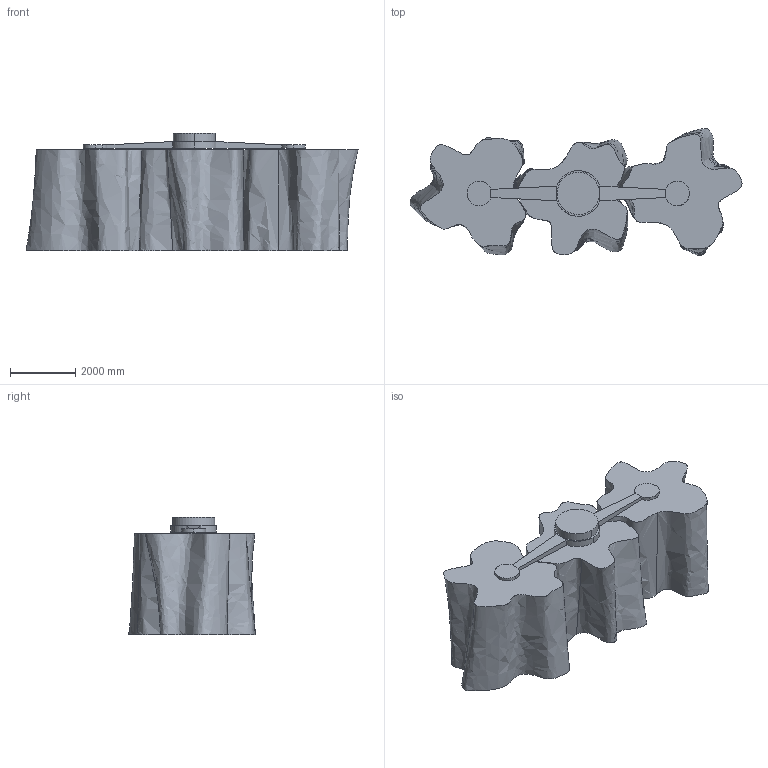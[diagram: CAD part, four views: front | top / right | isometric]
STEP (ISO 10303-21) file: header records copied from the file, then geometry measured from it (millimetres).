
FILE_DESCRIPTION(/* description */ (''),/* implementation_level */ '2;1');
FILE_NAME(/* name */ 'Logico_Soffitto_3inLinea_3D ok',/* time_stamp */ '2012-01-16T15:32:48+01:00',/* author */ (''),/* organization */ (''),/* preprocessor_version */ 'ST-DEVELOPER v10',/* originating_system */ '',/* authorisation */ '');
FILE_SCHEMA (('CONFIG_CONTROL_DESIGN'));
Length unit declared in the file: centimetre
Products named in the file (1): 1
Bounding box: 10206.3 x 3903.37 x 3600 mm (x, y, z)
Volume: 1555462889.9 mm3; surface area: 154184084.7 mm2
Topology: 5 solids, 8 shells, 95 faces, 244 edges, 153 vertices
Faces by surface type: bspline 74, plane 21
Entity records: 5169 total; most frequent: CARTESIAN_POINT 3764, ORIENTED_EDGE 449, EDGE_CURVE 232, VERTEX_POINT 153, B_SPLINE_CURVE_WITH_KNOTS 100, EDGE_LOOP 98, ADVANCED_FACE 95, FACE_OUTER_BOUND 95
